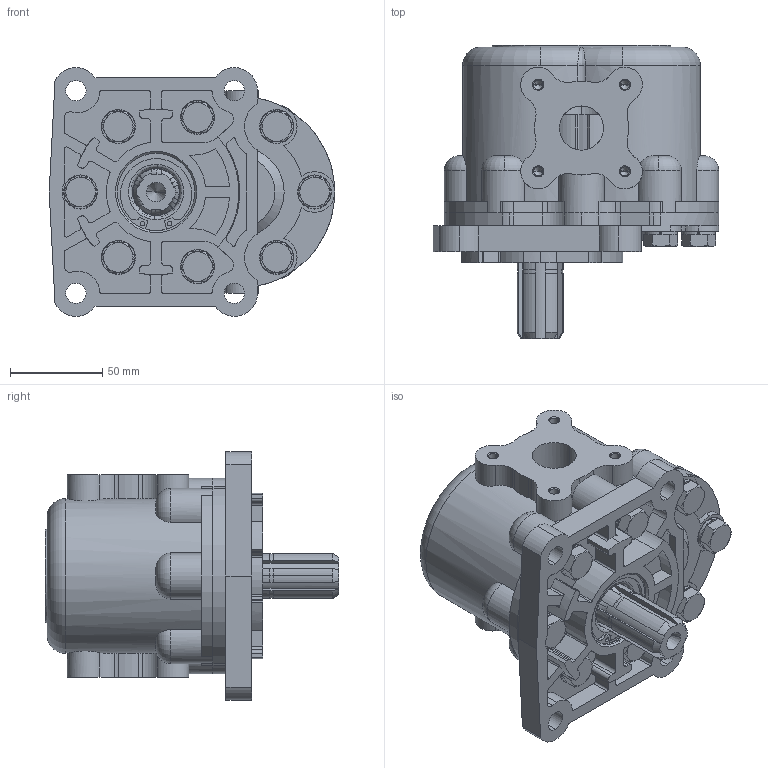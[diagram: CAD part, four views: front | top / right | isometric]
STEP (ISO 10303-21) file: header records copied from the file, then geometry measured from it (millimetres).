
FILE_DESCRIPTION (( 'STEP AP214' ), '1' );
FILE_NAME ('阹 32.STEP', '2012-01-28T14:59:25', ( '' ), ( '' ), 'SwSTEP 2.0', 'SolidWorks 2012', '' );
FILE_SCHEMA (( 'AUTOMOTIVE_DESIGN' ));
Length unit declared in the file: millimetre
Products named in the file (15): hex bolt gradeb_din_ISO 4015 - M10 x 40 x 40-N; CR_25X42X10_HMS5_V_PART1; ﾘ琺矜; circlip for bores normal_din_Circlip DIN 472 - 42 x 1.75; Êðûøêà; Ìàíæåòà; Ïðîêëàäêà; 扻豵鵨; Âòóëêà îïîðíàÿ 2; Âòóëêà îïîðíàÿ 1; Âàë-øåñòåðíÿ âåäóùèé; Âàë-øåñòåðíÿ âåäîìûé; Ïðîñòàâêà 1; 阹 32; curved spring lock washer_din_Spring washer DIN 128 - A10
Assembly tree (32 placements, depth 2):
  阹 32
    Ïðîñòàâêà 1  x2
    Âàë-øåñòåðíÿ âåäîìûé
    Âàë-øåñòåðíÿ âåäóùèé
    Âòóëêà îïîðíàÿ 1  x2
    Âòóëêà îïîðíàÿ 2  x2
    扻豵鵨
    Ïðîêëàäêà
    Ìàíæåòà  x2
    Êðûøêà
    circlip for bores normal_din_Circlip DIN 472 - 42 x 1.75
    ﾘ琺矜
    CR_25X42X10_HMS5_V_PART1
    hex bolt gradeb_din_ISO 4015 - M10 x 40 x 40-N  x8
    curved spring lock washer_din_Spring washer DIN 128 - A10  x8
Bounding box: 155 x 159.25 x 135 mm (x, y, z)
Volume: 1142622.2 mm3; surface area: 309210.2 mm2
Topology: 32 solids, 32 shells, 1352 faces, 3529 edges, 2268 vertices
Faces by surface type: cylinder 723, plane 397, cone 166, torus 60, bspline 6
Entity records: 35681 total; most frequent: CARTESIAN_POINT 7723, DIRECTION 6139, ORIENTED_EDGE 5476, EDGE_CURVE 2738, AXIS2_PLACEMENT_3D 2483, VERTEX_POINT 1788, CIRCLE 1414, VECTOR 1173
